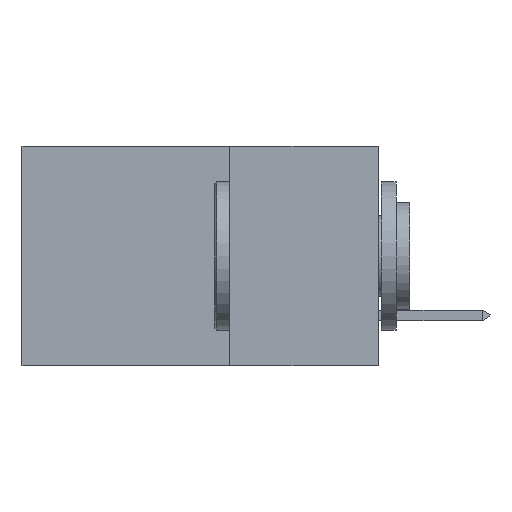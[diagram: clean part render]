
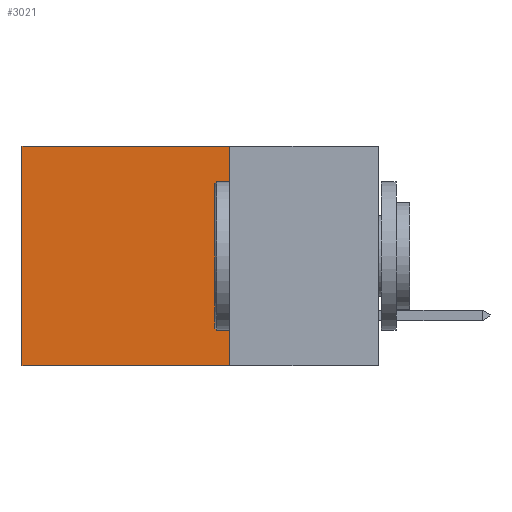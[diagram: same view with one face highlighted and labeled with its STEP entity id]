
A CAD part, left-side view. The second image highlights one B-rep face of the part: STEP entity #3021.
In plain terms, the highlighted planar face has unit normal (-1, 0, 0).
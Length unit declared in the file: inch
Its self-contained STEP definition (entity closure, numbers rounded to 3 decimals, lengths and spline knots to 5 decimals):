
#48 = VECTOR ( 'NONE', #6770, 39.37008 ) ;
#229 = AXIS2_PLACEMENT_3D ( 'NONE', #11317, #17077, #11682 ) ;
#946 = CARTESIAN_POINT ( 'NONE',  ( 0.2615, 0.25, 0. ) ) ;
#2732 = EDGE_CURVE ( 'NONE', #10382, #15310, #12379, .T. ) ;
#2930 = PLANE ( 'NONE',  #229 ) ;
#2955 = VECTOR ( 'NONE', #14327, 39.37008 ) ;
#3021 = ADVANCED_FACE ( 'NONE', ( #5528 ), #2930, .F. ) ;
#3560 = VERTEX_POINT ( 'NONE', #8713 ) ;
#3657 = VECTOR ( 'NONE', #16192, 39.37008 ) ;
#3730 = CARTESIAN_POINT ( 'NONE',  ( 0.2615, 0.6, -0.37 ) ) ;
#4328 = EDGE_CURVE ( 'NONE', #10382, #3560, #8106, .T. ) ;
#4607 = LINE ( 'NONE', #11631, #3657 ) ;
#4961 = DIRECTION ( 'NONE',  ( 0., 0., -1. ) ) ;
#5528 = FACE_OUTER_BOUND ( 'NONE', #17790, .T. ) ;
#5695 = ORIENTED_EDGE ( 'NONE', *, *, #7224, .T. ) ;
#6692 = EDGE_CURVE ( 'NONE', #15310, #17897, #7090, .T. ) ;
#6760 = CARTESIAN_POINT ( 'NONE',  ( 0.2615, 0.25, -0.37 ) ) ;
#6770 = DIRECTION ( 'NONE',  ( 0., 1., 0. ) ) ;
#7090 = LINE ( 'NONE', #12991, #2955 ) ;
#7224 = EDGE_CURVE ( 'NONE', #3560, #17897, #4607, .T. ) ;
#8106 = LINE ( 'NONE', #946, #48 ) ;
#8713 = CARTESIAN_POINT ( 'NONE',  ( 0.2615, 0.6, 0. ) ) ;
#9651 = VECTOR ( 'NONE', #4961, 39.37008 ) ;
#10382 = VERTEX_POINT ( 'NONE', #15326 ) ;
#11317 = CARTESIAN_POINT ( 'NONE',  ( 0.2615, 0.25, -0.37 ) ) ;
#11631 = CARTESIAN_POINT ( 'NONE',  ( 0.2615, 0.6, -0.37 ) ) ;
#11682 = DIRECTION ( 'NONE',  ( 0., 0., -1. ) ) ;
#12379 = LINE ( 'NONE', #6760, #9651 ) ;
#12991 = CARTESIAN_POINT ( 'NONE',  ( 0.2615, 0.25, -0.37 ) ) ;
#14327 = DIRECTION ( 'NONE',  ( 0., 1., 0. ) ) ;
#15127 = ORIENTED_EDGE ( 'NONE', *, *, #4328, .T. ) ;
#15233 = ORIENTED_EDGE ( 'NONE', *, *, #6692, .F. ) ;
#15310 = VERTEX_POINT ( 'NONE', #18322 ) ;
#15326 = CARTESIAN_POINT ( 'NONE',  ( 0.2615, 0.25, 0. ) ) ;
#16192 = DIRECTION ( 'NONE',  ( 0., 0., -1. ) ) ;
#17077 = DIRECTION ( 'NONE',  ( 1., 0., 0. ) ) ;
#17603 = ORIENTED_EDGE ( 'NONE', *, *, #2732, .F. ) ;
#17790 = EDGE_LOOP ( 'NONE', ( #5695, #15233, #17603, #15127 ) ) ;
#17897 = VERTEX_POINT ( 'NONE', #3730 ) ;
#18322 = CARTESIAN_POINT ( 'NONE',  ( 0.2615, 0.25, -0.37 ) ) ;
